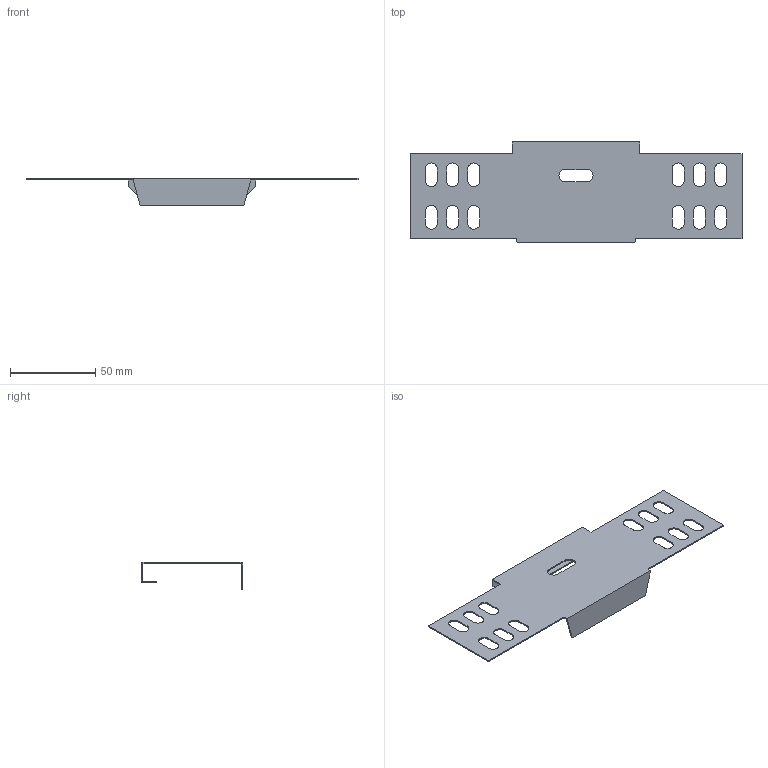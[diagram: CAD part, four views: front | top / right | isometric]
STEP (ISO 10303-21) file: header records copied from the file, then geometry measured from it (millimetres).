
FILE_DESCRIPTION (( 'STEP AP214' ), '1' );
FILE_NAME ('7109611.stp', '2018-10-02T14:07:49', ( '' ), ( '' ), 'SwSTEP 2.0', 'SolidWorks 2018', '' );
FILE_SCHEMA (( 'AUTOMOTIVE_DESIGN' ));
Length unit declared in the file: millimetre
Products named in the file (1): 7109611
Bounding box: 195 x 59.4 x 16 mm (x, y, z)
Volume: 8046.4 mm3; surface area: 23713 mm2
Topology: 1 solids, 1 shells, 87 faces, 255 edges, 170 vertices
Faces by surface type: plane 56, cylinder 27, bspline 4
Entity records: 3113 total; most frequent: CARTESIAN_POINT 717, ORIENTED_EDGE 510, DIRECTION 453, EDGE_CURVE 255, VECTOR 177, LINE 177, VERTEX_POINT 170, AXIS2_PLACEMENT_3D 138
